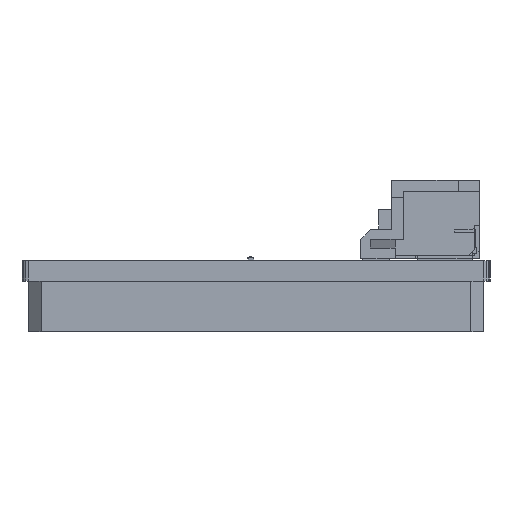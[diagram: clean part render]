
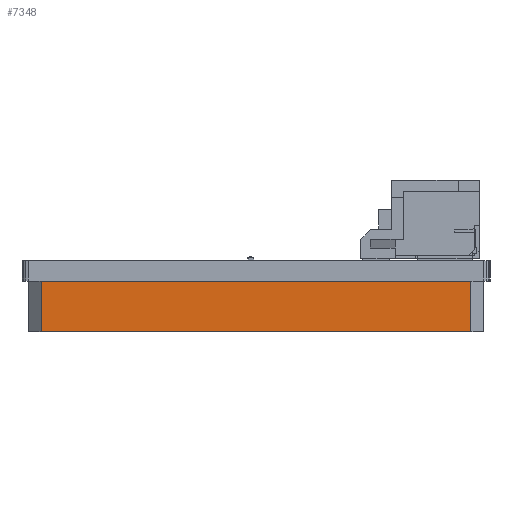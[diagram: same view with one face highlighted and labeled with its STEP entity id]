
A CAD part, left-side view. The second image highlights one B-rep face of the part: STEP entity #7348.
In plain terms, the highlighted face is planar.
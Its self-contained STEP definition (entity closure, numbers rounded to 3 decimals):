
#804 = LINE ( 'NONE', #8616, #9799 ) ;
#1397 = LINE ( 'NONE', #15115, #16679 ) ;
#1693 = VECTOR ( 'NONE', #9152, 1000. ) ;
#1773 = DIRECTION ( 'NONE',  ( 0., 0., 1. ) ) ;
#1793 = CARTESIAN_POINT ( 'NONE',  ( 42., 4., 17. ) ) ;
#2064 = ORIENTED_EDGE ( 'NONE', *, *, #15670, .F. ) ;
#4239 = VERTEX_POINT ( 'NONE', #11782 ) ;
#4583 = EDGE_CURVE ( 'NONE', #10171, #4239, #9205, .T. ) ;
#6075 = CARTESIAN_POINT ( 'NONE',  ( 42., 4., -17. ) ) ;
#6247 = CARTESIAN_POINT ( 'NONE',  ( 42., 4., 18. ) ) ;
#7028 = EDGE_LOOP ( 'NONE', ( #14716, #2064, #18053, #15145 ) ) ;
#7153 = VERTEX_POINT ( 'NONE', #10405 ) ;
#7348 = ADVANCED_FACE ( 'NONE', ( #15389 ), #9131, .F. ) ;
#7606 = VERTEX_POINT ( 'NONE', #17412 ) ;
#8380 = EDGE_CURVE ( 'NONE', #7153, #7606, #12747, .T. ) ;
#8616 = CARTESIAN_POINT ( 'NONE',  ( 42., 0., 0. ) ) ;
#9131 = PLANE ( 'NONE',  #12088 ) ;
#9152 = DIRECTION ( 'NONE',  ( 0., 1., 0. ) ) ;
#9205 = LINE ( 'NONE', #9462, #16621 ) ;
#9462 = CARTESIAN_POINT ( 'NONE',  ( 42., 4., -17. ) ) ;
#9799 = VECTOR ( 'NONE', #12990, 1000. ) ;
#10171 = VERTEX_POINT ( 'NONE', #6075 ) ;
#10405 = CARTESIAN_POINT ( 'NONE',  ( 42., 0., 17. ) ) ;
#11782 = CARTESIAN_POINT ( 'NONE',  ( 42., 0., -17. ) ) ;
#12088 = AXIS2_PLACEMENT_3D ( 'NONE', #6247, #18528, #1773 ) ;
#12300 = EDGE_CURVE ( 'NONE', #7153, #4239, #804, .T. ) ;
#12420 = DIRECTION ( 'NONE',  ( 0., -1., 0. ) ) ;
#12747 = LINE ( 'NONE', #1793, #1693 ) ;
#12990 = DIRECTION ( 'NONE',  ( 0., 0., -1. ) ) ;
#14716 = ORIENTED_EDGE ( 'NONE', *, *, #4583, .F. ) ;
#15115 = CARTESIAN_POINT ( 'NONE',  ( 42., 4., 18. ) ) ;
#15145 = ORIENTED_EDGE ( 'NONE', *, *, #12300, .T. ) ;
#15190 = DIRECTION ( 'NONE',  ( 0., 0., -1. ) ) ;
#15389 = FACE_OUTER_BOUND ( 'NONE', #7028, .T. ) ;
#15670 = EDGE_CURVE ( 'NONE', #7606, #10171, #1397, .T. ) ;
#16621 = VECTOR ( 'NONE', #12420, 1000. ) ;
#16679 = VECTOR ( 'NONE', #15190, 1000. ) ;
#17412 = CARTESIAN_POINT ( 'NONE',  ( 42., 4., 17. ) ) ;
#18053 = ORIENTED_EDGE ( 'NONE', *, *, #8380, .F. ) ;
#18528 = DIRECTION ( 'NONE',  ( -1., 0., 0. ) ) ;
